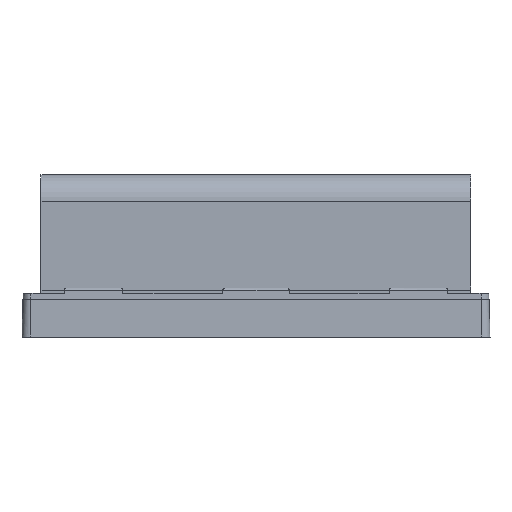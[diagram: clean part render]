
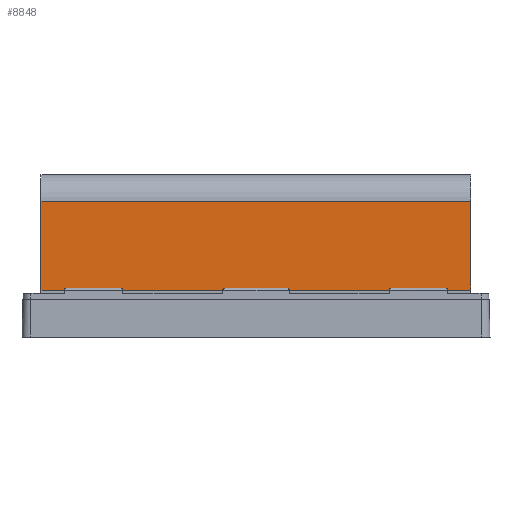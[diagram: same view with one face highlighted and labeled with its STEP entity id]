
A CAD part, top view. The second image highlights one B-rep face of the part: STEP entity #8848.
In plain terms, the highlighted face is planar.
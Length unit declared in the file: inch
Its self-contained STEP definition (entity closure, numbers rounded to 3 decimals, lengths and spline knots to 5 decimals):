
#377 = AXIS2_PLACEMENT_3D ( 'NONE', #19742, #6340, #11428 ) ;
#1730 = VERTEX_POINT ( 'NONE', #10588 ) ;
#1860 = CARTESIAN_POINT ( 'NONE',  ( 0.84, 0.07, 3.225 ) ) ;
#2342 = EDGE_CURVE ( 'NONE', #8558, #1730, #2675, .T. ) ;
#2533 = DIRECTION ( 'NONE',  ( 0., -1., 0. ) ) ;
#2675 = LINE ( 'NONE', #7113, #10464 ) ;
#3438 = FACE_OUTER_BOUND ( 'NONE', #5537, .T. ) ;
#3902 = LINE ( 'NONE', #1860, #13295 ) ;
#4570 = EDGE_CURVE ( 'NONE', #8558, #6294, #7311, .T. ) ;
#5231 = EDGE_CURVE ( 'NONE', #1730, #12848, #10966, .T. ) ;
#5537 = EDGE_LOOP ( 'NONE', ( #10135, #7536, #6325, #19221 ) ) ;
#5756 = CARTESIAN_POINT ( 'NONE',  ( 0.84, 0.07, -3.225 ) ) ;
#6294 = VERTEX_POINT ( 'NONE', #9166 ) ;
#6325 = ORIENTED_EDGE ( 'NONE', *, *, #4570, .T. ) ;
#6340 = DIRECTION ( 'NONE',  ( 1., 0., 0. ) ) ;
#7113 = CARTESIAN_POINT ( 'NONE',  ( 0.84, 1.4, 3.225 ) ) ;
#7227 = VECTOR ( 'NONE', #15510, 39.37008 ) ;
#7311 = LINE ( 'NONE', #8929, #7227 ) ;
#7536 = ORIENTED_EDGE ( 'NONE', *, *, #2342, .F. ) ;
#8558 = VERTEX_POINT ( 'NONE', #15410 ) ;
#8616 = VECTOR ( 'NONE', #2533, 39.37008 ) ;
#8848 = ADVANCED_FACE ( 'NONE', ( #3438 ), #21137, .T. ) ;
#8929 = CARTESIAN_POINT ( 'NONE',  ( 0.84, 0., 3.225 ) ) ;
#9166 = CARTESIAN_POINT ( 'NONE',  ( 0.84, 0.07, 3.225 ) ) ;
#10135 = ORIENTED_EDGE ( 'NONE', *, *, #5231, .F. ) ;
#10279 = DIRECTION ( 'NONE',  ( 0., 0., -1. ) ) ;
#10464 = VECTOR ( 'NONE', #13702, 39.37008 ) ;
#10588 = CARTESIAN_POINT ( 'NONE',  ( 0.84, 1.4, -3.225 ) ) ;
#10966 = LINE ( 'NONE', #18833, #8616 ) ;
#11428 = DIRECTION ( 'NONE',  ( 0., 1., 0. ) ) ;
#12848 = VERTEX_POINT ( 'NONE', #5756 ) ;
#13295 = VECTOR ( 'NONE', #10279, 39.37008 ) ;
#13702 = DIRECTION ( 'NONE',  ( 0., 0., -1. ) ) ;
#15410 = CARTESIAN_POINT ( 'NONE',  ( 0.84, 1.4, 3.225 ) ) ;
#15510 = DIRECTION ( 'NONE',  ( 0., -1., 0. ) ) ;
#15860 = EDGE_CURVE ( 'NONE', #6294, #12848, #3902, .T. ) ;
#18833 = CARTESIAN_POINT ( 'NONE',  ( 0.84, 0., -3.225 ) ) ;
#19221 = ORIENTED_EDGE ( 'NONE', *, *, #15860, .T. ) ;
#19742 = CARTESIAN_POINT ( 'NONE',  ( 0.84, 0., 3.225 ) ) ;
#21137 = PLANE ( 'NONE',  #377 ) ;
